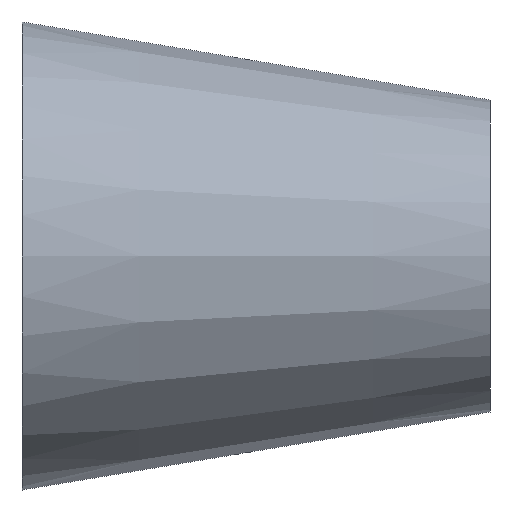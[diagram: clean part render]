
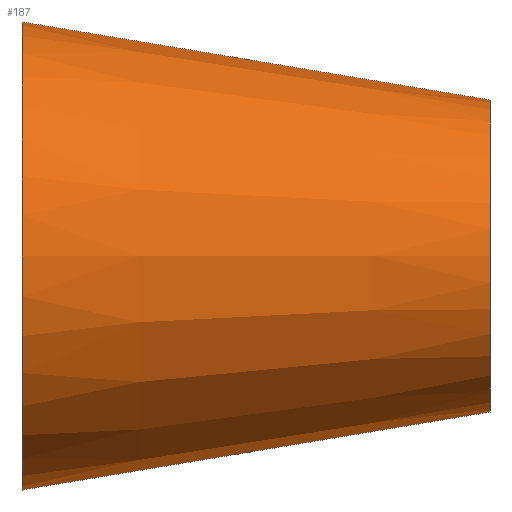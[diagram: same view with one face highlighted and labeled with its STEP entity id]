
A CAD part, front view. The second image highlights one B-rep face of the part: STEP entity #187.
In plain terms, the highlighted conical face has half-angle 9.462 degrees and reference radius 10 mm.
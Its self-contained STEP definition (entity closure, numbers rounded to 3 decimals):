
#19 = AXIS2_PLACEMENT_3D ( 'NONE', #235, #62, #212 ) ;
#22 = CIRCLE ( 'NONE', #143, 10. ) ;
#25 = DIRECTION ( 'NONE',  ( -0.986, 0., -0.164 ) ) ;
#31 = VERTEX_POINT ( 'NONE', #115 ) ;
#33 = AXIS2_PLACEMENT_3D ( 'NONE', #219, #90, #50 ) ;
#41 = DIRECTION ( 'NONE',  ( 0., 0., -1. ) ) ;
#50 = DIRECTION ( 'NONE',  ( 0., 0., 1. ) ) ;
#55 = VECTOR ( 'NONE', #223, 1000. ) ;
#62 = DIRECTION ( 'NONE',  ( 1., 0., 0. ) ) ;
#80 = LINE ( 'NONE', #149, #135 ) ;
#83 = ORIENTED_EDGE ( 'NONE', *, *, #127, .F. ) ;
#85 = ORIENTED_EDGE ( 'NONE', *, *, #159, .T. ) ;
#90 = DIRECTION ( 'NONE',  ( -1., 0., 0. ) ) ;
#107 = EDGE_CURVE ( 'NONE', #116, #108, #80, .T. ) ;
#108 = VERTEX_POINT ( 'NONE', #146 ) ;
#110 = EDGE_CURVE ( 'NONE', #31, #108, #123, .T. ) ;
#115 = CARTESIAN_POINT ( 'NONE',  ( 0., 0., 15. ) ) ;
#116 = VERTEX_POINT ( 'NONE', #131 ) ;
#118 = CARTESIAN_POINT ( 'NONE',  ( 30., 0., 0. ) ) ;
#123 = CIRCLE ( 'NONE', #19, 15. ) ;
#126 = ORIENTED_EDGE ( 'NONE', *, *, #110, .T. ) ;
#127 = EDGE_CURVE ( 'NONE', #150, #116, #22, .T. ) ;
#131 = CARTESIAN_POINT ( 'NONE',  ( 30., 0., -10. ) ) ;
#135 = VECTOR ( 'NONE', #25, 1000. ) ;
#143 = AXIS2_PLACEMENT_3D ( 'NONE', #118, #167, #41 ) ;
#146 = CARTESIAN_POINT ( 'NONE',  ( 0., 0., -15. ) ) ;
#149 = CARTESIAN_POINT ( 'NONE',  ( 30., 0., -10. ) ) ;
#150 = VERTEX_POINT ( 'NONE', #241 ) ;
#159 = EDGE_CURVE ( 'NONE', #150, #31, #242, .T. ) ;
#167 = DIRECTION ( 'NONE',  ( 1., 0., 0. ) ) ;
#187 = ADVANCED_FACE ( 'NONE', ( #201 ), #193, .T. ) ;
#193 = CONICAL_SURFACE ( 'NONE', #33, 10., 0.165 ) ;
#201 = FACE_OUTER_BOUND ( 'NONE', #247, .T. ) ;
#211 = ORIENTED_EDGE ( 'NONE', *, *, #107, .F. ) ;
#212 = DIRECTION ( 'NONE',  ( 0., 0., -1. ) ) ;
#218 = CARTESIAN_POINT ( 'NONE',  ( 30., 0., 10. ) ) ;
#219 = CARTESIAN_POINT ( 'NONE',  ( 30., 0., 0. ) ) ;
#223 = DIRECTION ( 'NONE',  ( -0.986, 0., 0.164 ) ) ;
#235 = CARTESIAN_POINT ( 'NONE',  ( 0., 0., 0. ) ) ;
#241 = CARTESIAN_POINT ( 'NONE',  ( 30., 0., 10. ) ) ;
#242 = LINE ( 'NONE', #218, #55 ) ;
#247 = EDGE_LOOP ( 'NONE', ( #211, #83, #85, #126 ) ) ;
